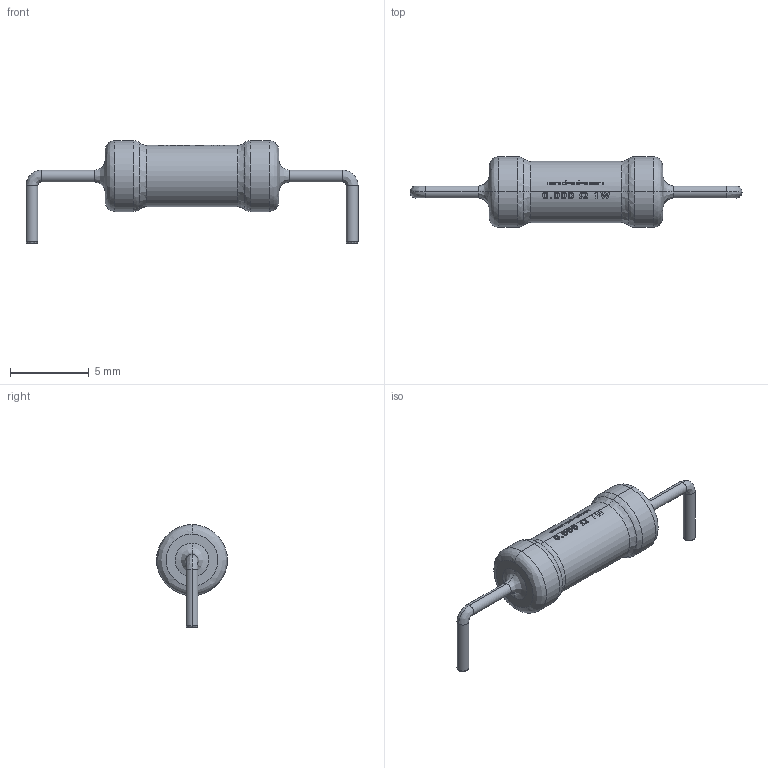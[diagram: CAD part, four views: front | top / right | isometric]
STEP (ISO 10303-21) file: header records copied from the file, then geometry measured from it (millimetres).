
FILE_DESCRIPTION (( 'STEP AP214' ), '1' );
FILE_NAME ('User Library-Res80 1W SilCoat.STEP', '2022-02-07T09:08:26', ( '' ), ( '' ), 'SwSTEP 2.0', 'SolidWorks 2021', '' );
FILE_SCHEMA (( 'AUTOMOTIVE_DESIGN' ));
Length unit declared in the file: millimetre
Products named in the file (1): User Library-Res80 1W SilCoat
Bounding box: 21.07 x 4.5 x 6.52 mm (x, y, z)
Volume: 155 mm3; surface area: 208.9 mm2
Topology: 1 solids, 1 shells, 233 faces, 577 edges, 374 vertices
Faces by surface type: plane 117, bspline 76, cylinder 40
Entity records: 12182 total; most frequent: CARTESIAN_POINT 4449, ORIENTED_EDGE 1154, DIRECTION 913, EDGE_CURVE 577, VERTEX_POINT 374, AXIS2_PLACEMENT_3D 312, LINE 289, VECTOR 289
